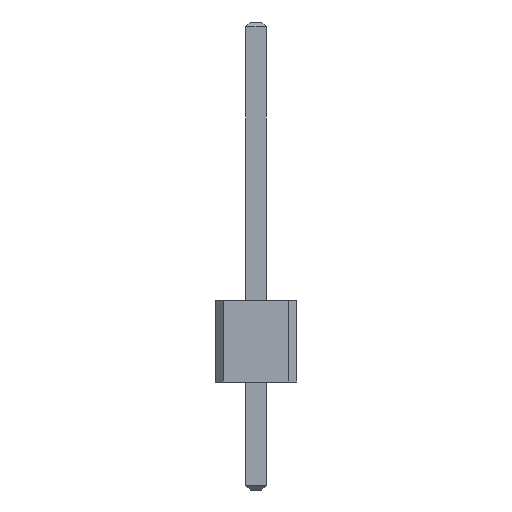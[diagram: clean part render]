
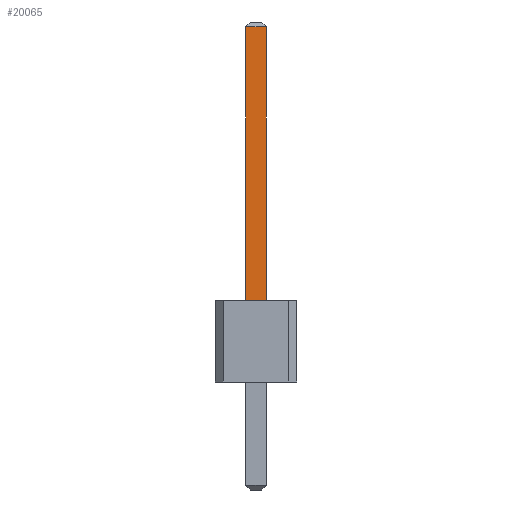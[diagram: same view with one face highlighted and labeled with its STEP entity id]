
A CAD part, front view. The second image highlights one B-rep face of the part: STEP entity #20065.
In plain terms, the highlighted planar face has unit normal (0, -1, 0).
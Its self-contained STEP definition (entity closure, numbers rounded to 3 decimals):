
#100 = PLANE('',#101);
#101 = AXIS2_PLACEMENT_3D('',#102,#103,#104);
#102 = CARTESIAN_POINT('',(-1.25,1.02,2.5));
#103 = DIRECTION('',(0.,0.,-1.));
#104 = DIRECTION('',(0.,1.,0.));
#9458 = VERTEX_POINT('',#9459);
#9459 = CARTESIAN_POINT('',(0.32,-43.5,2.5));
#9474 = PLANE('',#9475);
#9475 = AXIS2_PLACEMENT_3D('',#9476,#9477,#9478);
#9476 = CARTESIAN_POINT('',(0.32,-43.5,-3.3));
#9477 = DIRECTION('',(-1.,0.,0.));
#9478 = DIRECTION('',(0.,1.,0.));
#9512 = VERTEX_POINT('',#9513);
#9513 = CARTESIAN_POINT('',(-0.32,-43.5,2.5));
#9526 = PLANE('',#9527);
#9527 = AXIS2_PLACEMENT_3D('',#9528,#9529,#9530);
#9528 = CARTESIAN_POINT('',(-0.32,-42.86,-3.3));
#9529 = DIRECTION('',(1.,0.,0.));
#9530 = DIRECTION('',(0.,-1.,0.));
#9537 = EDGE_CURVE('',#9512,#9458,#9538,.T.);
#9538 = SURFACE_CURVE('',#9539,(#9543,#9549),.PCURVE_S1.);
#9539 = LINE('',#9540,#9541);
#9540 = CARTESIAN_POINT('',(-0.785,-43.5,2.5));
#9541 = VECTOR('',#9542,1.);
#9542 = DIRECTION('',(1.,0.,0.));
#9543 = PCURVE('',#100,#9544);
#9544 = DEFINITIONAL_REPRESENTATION('',(#9545),#9548);
#9545 = B_SPLINE_CURVE_WITH_KNOTS('',1,(#9546,#9547),.UNSPECIFIED.,.F.,
  .F.,(2,2),(0.401,1.169),.PIECEWISE_BEZIER_KNOTS.);
#9546 = CARTESIAN_POINT('',(-44.52,0.866));
#9547 = CARTESIAN_POINT('',(-44.52,1.634));
#9548 = ( GEOMETRIC_REPRESENTATION_CONTEXT(2) 
PARAMETRIC_REPRESENTATION_CONTEXT() REPRESENTATION_CONTEXT('2D SPACE',''
  ) );
#9549 = PCURVE('',#9550,#9555);
#9550 = PLANE('',#9551);
#9551 = AXIS2_PLACEMENT_3D('',#9552,#9553,#9554);
#9552 = CARTESIAN_POINT('',(-0.32,-43.5,-3.3));
#9553 = DIRECTION('',(0.,1.,0.));
#9554 = DIRECTION('',(1.,0.,0.));
#9555 = DEFINITIONAL_REPRESENTATION('',(#9556),#9559);
#9556 = B_SPLINE_CURVE_WITH_KNOTS('',1,(#9557,#9558),.UNSPECIFIED.,.F.,
  .F.,(2,2),(0.401,1.169),.PIECEWISE_BEZIER_KNOTS.);
#9557 = CARTESIAN_POINT('',(-0.064,-5.8));
#9558 = CARTESIAN_POINT('',(0.704,-5.8));
#9559 = ( GEOMETRIC_REPRESENTATION_CONTEXT(2) 
PARAMETRIC_REPRESENTATION_CONTEXT() REPRESENTATION_CONTEXT('2D SPACE',''
  ) );
#19994 = EDGE_CURVE('',#9458,#19995,#19997,.T.);
#19995 = VERTEX_POINT('',#19996);
#19996 = CARTESIAN_POINT('',(0.32,-43.5,10.85));
#19997 = SURFACE_CURVE('',#19998,(#20002,#20009),.PCURVE_S1.);
#19998 = LINE('',#19999,#20000);
#19999 = CARTESIAN_POINT('',(0.32,-43.5,-3.3));
#20000 = VECTOR('',#20001,1.);
#20001 = DIRECTION('',(0.,0.,1.));
#20002 = PCURVE('',#9474,#20003);
#20003 = DEFINITIONAL_REPRESENTATION('',(#20004),#20008);
#20004 = LINE('',#20005,#20006);
#20005 = CARTESIAN_POINT('',(0.,0.));
#20006 = VECTOR('',#20007,1.);
#20007 = DIRECTION('',(0.,-1.));
#20008 = ( GEOMETRIC_REPRESENTATION_CONTEXT(2) 
PARAMETRIC_REPRESENTATION_CONTEXT() REPRESENTATION_CONTEXT('2D SPACE',''
  ) );
#20009 = PCURVE('',#9550,#20010);
#20010 = DEFINITIONAL_REPRESENTATION('',(#20011),#20015);
#20011 = LINE('',#20012,#20013);
#20012 = CARTESIAN_POINT('',(0.64,0.));
#20013 = VECTOR('',#20014,1.);
#20014 = DIRECTION('',(0.,-1.));
#20015 = ( GEOMETRIC_REPRESENTATION_CONTEXT(2) 
PARAMETRIC_REPRESENTATION_CONTEXT() REPRESENTATION_CONTEXT('2D SPACE',''
  ) );
#20065 = ADVANCED_FACE('',(#20066),#9550,.F.);
#20066 = FACE_BOUND('',#20067,.F.);
#20067 = EDGE_LOOP('',(#20068,#20069,#20092,#20118));
#20068 = ORIENTED_EDGE('',*,*,#9537,.F.);
#20069 = ORIENTED_EDGE('',*,*,#20070,.T.);
#20070 = EDGE_CURVE('',#9512,#20071,#20073,.T.);
#20071 = VERTEX_POINT('',#20072);
#20072 = CARTESIAN_POINT('',(-0.32,-43.5,10.85));
#20073 = SURFACE_CURVE('',#20074,(#20078,#20085),.PCURVE_S1.);
#20074 = LINE('',#20075,#20076);
#20075 = CARTESIAN_POINT('',(-0.32,-43.5,-3.3));
#20076 = VECTOR('',#20077,1.);
#20077 = DIRECTION('',(0.,0.,1.));
#20078 = PCURVE('',#9550,#20079);
#20079 = DEFINITIONAL_REPRESENTATION('',(#20080),#20084);
#20080 = LINE('',#20081,#20082);
#20081 = CARTESIAN_POINT('',(0.,0.));
#20082 = VECTOR('',#20083,1.);
#20083 = DIRECTION('',(0.,-1.));
#20084 = ( GEOMETRIC_REPRESENTATION_CONTEXT(2) 
PARAMETRIC_REPRESENTATION_CONTEXT() REPRESENTATION_CONTEXT('2D SPACE',''
  ) );
#20085 = PCURVE('',#9526,#20086);
#20086 = DEFINITIONAL_REPRESENTATION('',(#20087),#20091);
#20087 = LINE('',#20088,#20089);
#20088 = CARTESIAN_POINT('',(0.64,0.));
#20089 = VECTOR('',#20090,1.);
#20090 = DIRECTION('',(0.,-1.));
#20091 = ( GEOMETRIC_REPRESENTATION_CONTEXT(2) 
PARAMETRIC_REPRESENTATION_CONTEXT() REPRESENTATION_CONTEXT('2D SPACE',''
  ) );
#20092 = ORIENTED_EDGE('',*,*,#20093,.T.);
#20093 = EDGE_CURVE('',#20071,#19995,#20094,.T.);
#20094 = SURFACE_CURVE('',#20095,(#20099,#20106),.PCURVE_S1.);
#20095 = LINE('',#20096,#20097);
#20096 = CARTESIAN_POINT('',(-0.32,-43.5,10.85));
#20097 = VECTOR('',#20098,1.);
#20098 = DIRECTION('',(1.,0.,0.));
#20099 = PCURVE('',#9550,#20100);
#20100 = DEFINITIONAL_REPRESENTATION('',(#20101),#20105);
#20101 = LINE('',#20102,#20103);
#20102 = CARTESIAN_POINT('',(0.,-14.15));
#20103 = VECTOR('',#20104,1.);
#20104 = DIRECTION('',(1.,0.));
#20105 = ( GEOMETRIC_REPRESENTATION_CONTEXT(2) 
PARAMETRIC_REPRESENTATION_CONTEXT() REPRESENTATION_CONTEXT('2D SPACE',''
  ) );
#20106 = PCURVE('',#20107,#20112);
#20107 = PLANE('',#20108);
#20108 = AXIS2_PLACEMENT_3D('',#20109,#20110,#20111);
#20109 = CARTESIAN_POINT('',(-0.32,-43.425,10.925));
#20110 = DIRECTION('',(0.,-0.707,
    0.707));
#20111 = DIRECTION('',(-1.,0.,0.));
#20112 = DEFINITIONAL_REPRESENTATION('',(#20113),#20117);
#20113 = LINE('',#20114,#20115);
#20114 = CARTESIAN_POINT('',(0.,0.106));
#20115 = VECTOR('',#20116,1.);
#20116 = DIRECTION('',(-1.,0.));
#20117 = ( GEOMETRIC_REPRESENTATION_CONTEXT(2) 
PARAMETRIC_REPRESENTATION_CONTEXT() REPRESENTATION_CONTEXT('2D SPACE',''
  ) );
#20118 = ORIENTED_EDGE('',*,*,#19994,.F.);
